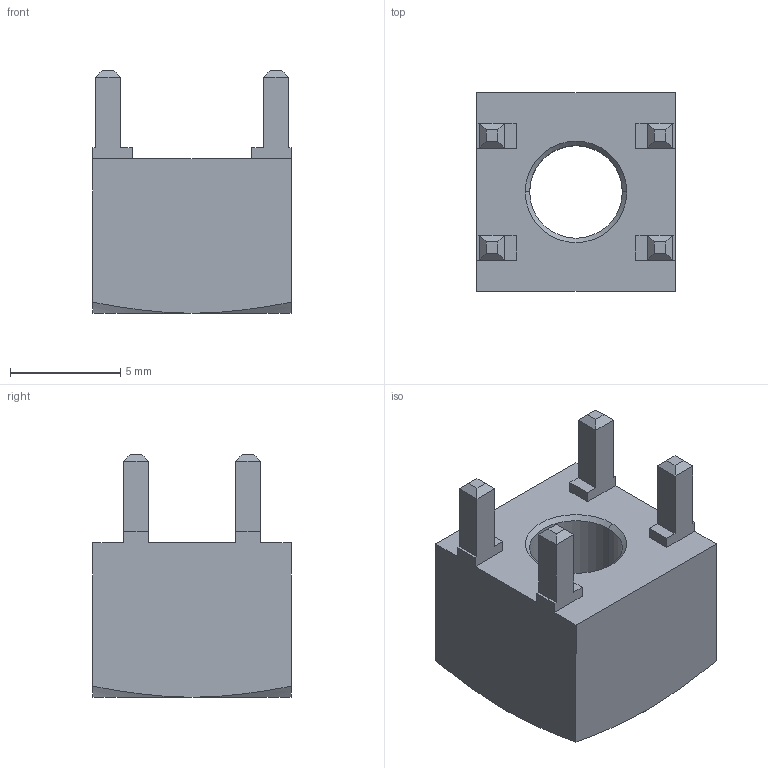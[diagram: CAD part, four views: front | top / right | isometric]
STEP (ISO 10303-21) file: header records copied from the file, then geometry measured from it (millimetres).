
FILE_DESCRIPTION (( 'STEP AP203' ), '1' );
FILE_NAME ('96271-A.STEP', '2013-12-17T20:21:48', ( 'Hajo' ), ( 'Microsoft' ), 'SwSTEP 2.0', 'SolidWorks 2011', '' );
FILE_SCHEMA (( 'CONFIG_CONTROL_DESIGN' ));
Length unit declared in the file: millimetre
Products named in the file (1): 96271-A
Bounding box: 9 x 9 x 11 mm (x, y, z)
Volume: 488.1 mm3; surface area: 541 mm2
Topology: 1 solids, 1 shells, 64 faces, 162 edges, 100 vertices
Faces by surface type: plane 54, cone 8, cylinder 2
Entity records: 1971 total; most frequent: CARTESIAN_POINT 367, ORIENTED_EDGE 324, DIRECTION 296, EDGE_CURVE 162, VECTOR 142, LINE 142, VERTEX_POINT 100, AXIS2_PLACEMENT_3D 77
